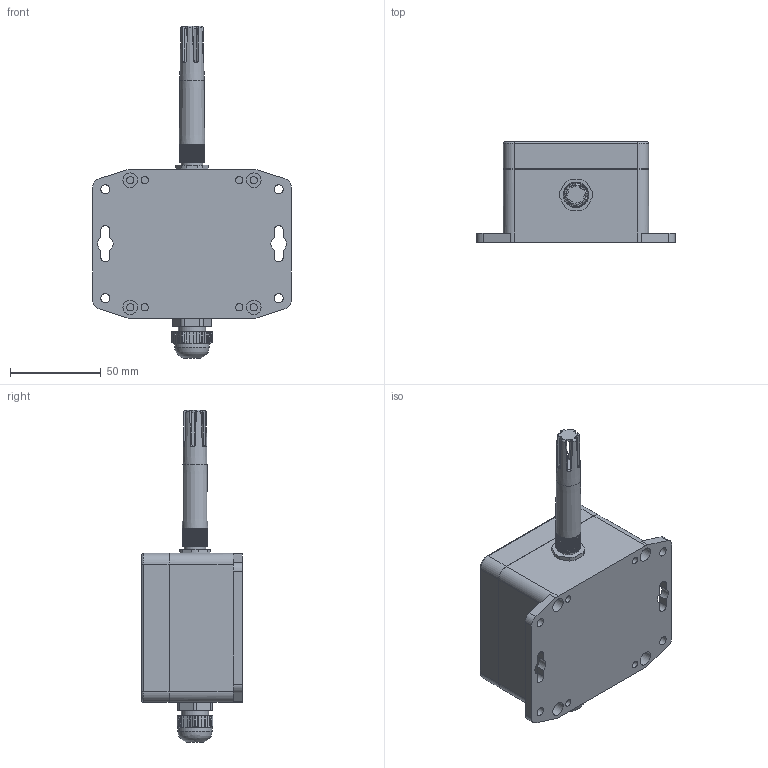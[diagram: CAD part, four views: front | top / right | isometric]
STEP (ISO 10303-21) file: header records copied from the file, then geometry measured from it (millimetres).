
FILE_DESCRIPTION(('STEP AP214'), '1');
FILE_NAME('扻豵鵨', '2022-01-28T08:37:36', (''), (''), 'ASCON STEP Converter 1.3', 'ASCON Math Kernel', '');
FILE_SCHEMA(('AUTOMOTIVE_DESIGN { 1 0 10303 214 3 1 1}'));
Length unit declared in the file: millimetre
Products named in the file (1): 2
Bounding box: 109.4 x 55.3 x 182.8 mm (x, y, z)
Volume: 210208.3 mm3; surface area: 80854.2 mm2
Topology: 1 solids, 3 shells, 7358 faces, 21134 edges, 14082 vertices
Faces by surface type: cylinder 4458, plane 2771, bspline 85, extrusion 18, cone 15, torus 11
Full cylindrical faces by diameter (mm): 3.5 x6, 4 x9, 5 x4, 6 x1, 6.5 x4, 7 x5, 8 x10, 12 x1, 15 x1, 19 x1, 22 x1
Entity records: 304026 total; most frequent: CARTESIAN_POINT 49438, DIRECTION 44254, ORIENTED_EDGE 42268, EDGE_CURVE 21134, AXIS2_PLACEMENT_3D 16214, VERTEX_POINT 14082, VECTOR 11826, LINE 11808
